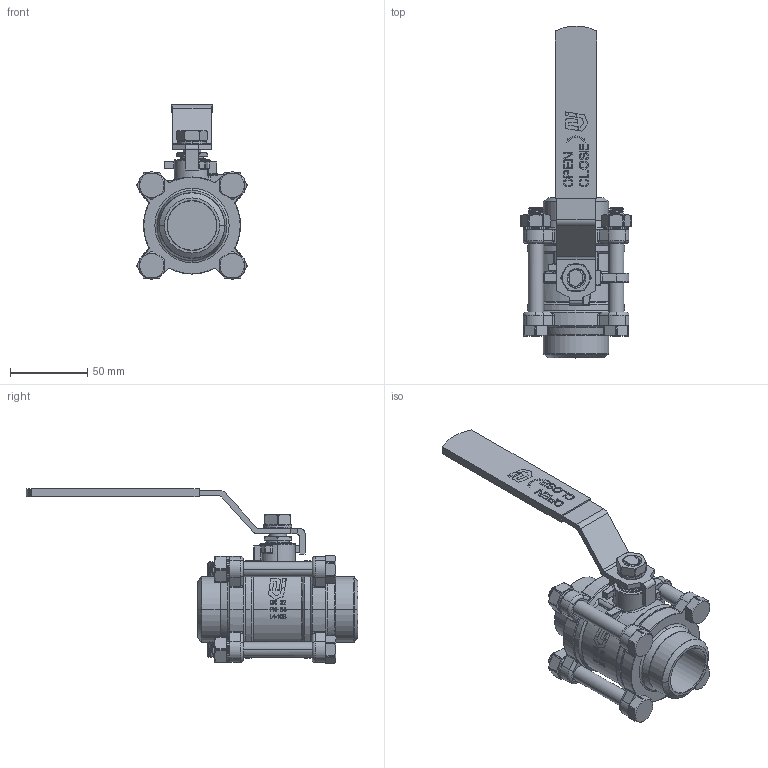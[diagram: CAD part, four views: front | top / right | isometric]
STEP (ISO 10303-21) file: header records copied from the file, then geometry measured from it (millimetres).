
FILE_DESCRIPTION(('HOOPS Exchange Step'),'2;1');
FILE_NAME('GK0401_DN32.stp','2025-10-31T14:41:19+01:00',('nieru'),('Unknown organisation'),'HOOPS Exchange 2024.2','HOOPS Exchange','Unknown authorisation');
FILE_SCHEMA( ('AP203_CONFIGURATION_CONTROLLED_3D_DESIGN_OF_MECHANICAL_PARTS_AND_ASSEMBLIES_MIM_LF') );
Length unit declared in the file: millimetre
Products named in the file (2): 0; root
Assembly tree (1 placements, depth 2):
  root
    0
Bounding box: 71.4 x 215.3 x 113.64 mm (x, y, z)
Volume: 276591 mm3; surface area: 72139.8 mm2
Topology: 8 solids, 8 shells, 2177 faces, 6013 edges, 3890 vertices
Faces by surface type: plane 979, cylinder 657, bspline 260, torus 157, cone 88, sphere 36
Entity records: 111812 total; most frequent: CARTESIAN_POINT 61574, ORIENTED_EDGE 12010, DIRECTION 8359, EDGE_CURVE 6005, VERTEX_POINT 3890, AXIS2_PLACEMENT_3D 3005, VECTOR 2349, LINE 2349
